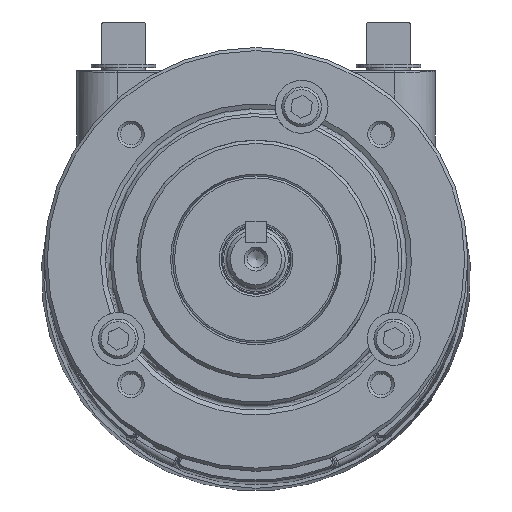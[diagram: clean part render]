
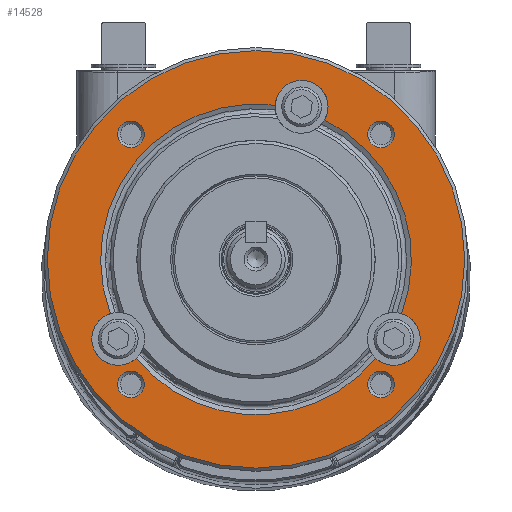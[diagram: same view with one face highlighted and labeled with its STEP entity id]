
A CAD part, top view. The second image highlights one B-rep face of the part: STEP entity #14528.
In plain terms, the highlighted face is planar.
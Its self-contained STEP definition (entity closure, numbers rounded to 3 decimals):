
#269 = VERTEX_POINT ( 'NONE', #9737 ) ;
#1002 = FACE_BOUND ( 'NONE', #29772, .T. ) ;
#1185 = VERTEX_POINT ( 'NONE', #11289 ) ;
#1466 = CIRCLE ( 'NONE', #17802, 3.186 ) ;
#1762 = CARTESIAN_POINT ( 'NONE',  ( -12.725, 0., 0. ) ) ;
#3060 = CIRCLE ( 'NONE', #15431, 6.35 ) ;
#3168 = FACE_BOUND ( 'NONE', #19755, .T. ) ;
#3475 = DIRECTION ( 'NONE',  ( 1., 0., 0. ) ) ;
#3627 = FACE_BOUND ( 'NONE', #10970, .T. ) ;
#4063 = EDGE_CURVE ( 'NONE', #28627, #28627, #1466, .T. ) ;
#4137 = CARTESIAN_POINT ( 'NONE',  ( -12.725, 33.427, 16.436 ) ) ;
#4199 = AXIS2_PLACEMENT_3D ( 'NONE', #7423, #16868, #14235 ) ;
#4495 = CARTESIAN_POINT ( 'NONE',  ( -12.725, 0., 0. ) ) ;
#4845 = ORIENTED_EDGE ( 'NONE', *, *, #4063, .T. ) ;
#5645 = EDGE_CURVE ( 'NONE', #269, #269, #24724, .T. ) ;
#5853 = EDGE_CURVE ( 'NONE', #25483, #9905, #25745, .T. ) ;
#6152 = DIRECTION ( 'NONE',  ( 0., 0., -1. ) ) ;
#6279 = ORIENTED_EDGE ( 'NONE', *, *, #16586, .T. ) ;
#6709 = CARTESIAN_POINT ( 'NONE',  ( -12.725, -29.972, -33.158 ) ) ;
#6809 = CARTESIAN_POINT ( 'NONE',  ( -12.725, -23.722, 28.719 ) ) ;
#6854 = DIRECTION ( 'NONE',  ( 1., 0., 0. ) ) ;
#7038 = VERTEX_POINT ( 'NONE', #6809 ) ;
#7403 = CARTESIAN_POINT ( 'NONE',  ( -12.725, -29.972, 26.786 ) ) ;
#7423 = CARTESIAN_POINT ( 'NONE',  ( -12.725, -19.05, 33.02 ) ) ;
#7505 = EDGE_CURVE ( 'NONE', #9905, #27251, #3060, .T. ) ;
#8124 = CARTESIAN_POINT ( 'NONE',  ( -12.725, -12.988, 34.911 ) ) ;
#8405 = CARTESIAN_POINT ( 'NONE',  ( -12.725, -23.722, -28.719 ) ) ;
#9392 = DIRECTION ( 'NONE',  ( 1., 0., 0. ) ) ;
#9566 = CARTESIAN_POINT ( 'NONE',  ( -12.725, 0., 0. ) ) ;
#9647 = DIRECTION ( 'NONE',  ( 0., 0., -1. ) ) ;
#9737 = CARTESIAN_POINT ( 'NONE',  ( -12.725, 29.972, -33.158 ) ) ;
#9863 = AXIS2_PLACEMENT_3D ( 'NONE', #22986, #27796, #11241 ) ;
#9905 = VERTEX_POINT ( 'NONE', #20533 ) ;
#10002 = EDGE_CURVE ( 'NONE', #1185, #1185, #11135, .T. ) ;
#10156 = CIRCLE ( 'NONE', #4199, 6.35 ) ;
#10368 = CIRCLE ( 'NONE', #9863, 50.038 ) ;
#10831 = DIRECTION ( 'NONE',  ( 1., 0., 0. ) ) ;
#10970 = EDGE_LOOP ( 'NONE', ( #11396 ) ) ;
#11074 = CARTESIAN_POINT ( 'NONE',  ( -12.725, -29.972, 29.972 ) ) ;
#11135 = CIRCLE ( 'NONE', #21476, 3.186 ) ;
#11241 = DIRECTION ( 'NONE',  ( 0., 0., -1. ) ) ;
#11289 = CARTESIAN_POINT ( 'NONE',  ( -12.725, 29.972, 26.786 ) ) ;
#11396 = ORIENTED_EDGE ( 'NONE', *, *, #5645, .T. ) ;
#11404 = AXIS2_PLACEMENT_3D ( 'NONE', #24896, #10831, #6152 ) ;
#11463 = VERTEX_POINT ( 'NONE', #8124 ) ;
#11706 = DIRECTION ( 'NONE',  ( 0., 0., -1. ) ) ;
#11884 = CARTESIAN_POINT ( 'NONE',  ( -12.725, 36.576, 10.922 ) ) ;
#12064 = EDGE_CURVE ( 'NONE', #11463, #7038, #10156, .T. ) ;
#12085 = EDGE_LOOP ( 'NONE', ( #15082 ) ) ;
#12633 = CARTESIAN_POINT ( 'NONE',  ( -12.725, -19.05, -33.02 ) ) ;
#12661 = EDGE_CURVE ( 'NONE', #27251, #11463, #19548, .T. ) ;
#12957 = FACE_BOUND ( 'NONE', #12085, .T. ) ;
#13139 = AXIS2_PLACEMENT_3D ( 'NONE', #1762, #13559, #11706 ) ;
#13411 = CARTESIAN_POINT ( 'NONE',  ( -12.725, -29.972, -29.972 ) ) ;
#13559 = DIRECTION ( 'NONE',  ( 1., 0., 0. ) ) ;
#13761 = DIRECTION ( 'NONE',  ( 0., 0., -1. ) ) ;
#14138 = ORIENTED_EDGE ( 'NONE', *, *, #10002, .T. ) ;
#14235 = DIRECTION ( 'NONE',  ( 0., 0., -1. ) ) ;
#14528 = ADVANCED_FACE ( 'NONE', ( #20056, #12957, #1002, #3627, #24702, #3168 ), #24242, .F. ) ;
#14863 = AXIS2_PLACEMENT_3D ( 'NONE', #9566, #18976, #13761 ) ;
#14950 = DIRECTION ( 'NONE',  ( 1., 0., 0. ) ) ;
#15082 = ORIENTED_EDGE ( 'NONE', *, *, #22193, .T. ) ;
#15382 = DIRECTION ( 'NONE',  ( 1., 0., 0. ) ) ;
#15431 = AXIS2_PLACEMENT_3D ( 'NONE', #11884, #14950, #24401 ) ;
#15554 = AXIS2_PLACEMENT_3D ( 'NONE', #4495, #6854, #9647 ) ;
#16185 = DIRECTION ( 'NONE',  ( 1., 0., 0. ) ) ;
#16586 = EDGE_CURVE ( 'NONE', #27328, #27328, #10368, .T. ) ;
#16868 = DIRECTION ( 'NONE',  ( 1., 0., 0. ) ) ;
#17427 = DIRECTION ( 'NONE',  ( 0., 0., -1. ) ) ;
#17802 = AXIS2_PLACEMENT_3D ( 'NONE', #11074, #15382, #22824 ) ;
#17859 = CARTESIAN_POINT ( 'NONE',  ( -12.725, 0., -50.038 ) ) ;
#17956 = CIRCLE ( 'NONE', #26902, 3.186 ) ;
#18204 = DIRECTION ( 'NONE',  ( 0., 0., -1. ) ) ;
#18567 = AXIS2_PLACEMENT_3D ( 'NONE', #12633, #24219, #21889 ) ;
#18795 = DIRECTION ( 'NONE',  ( 0., 0., -1. ) ) ;
#18976 = DIRECTION ( 'NONE',  ( 1., 0., 0. ) ) ;
#19548 = CIRCLE ( 'NONE', #13139, 37.249 ) ;
#19755 = EDGE_LOOP ( 'NONE', ( #24722, #25527, #21415, #24766, #28025, #21080 ) ) ;
#19914 = CARTESIAN_POINT ( 'NONE',  ( -12.725, -12.988, -34.911 ) ) ;
#20056 = FACE_BOUND ( 'NONE', #26361, .T. ) ;
#20533 = CARTESIAN_POINT ( 'NONE',  ( -12.725, 36.966, 4.584 ) ) ;
#21080 = ORIENTED_EDGE ( 'NONE', *, *, #7505, .T. ) ;
#21135 = EDGE_LOOP ( 'NONE', ( #6279 ) ) ;
#21415 = ORIENTED_EDGE ( 'NONE', *, *, #27883, .T. ) ;
#21476 = AXIS2_PLACEMENT_3D ( 'NONE', #26248, #9392, #18795 ) ;
#21543 = AXIS2_PLACEMENT_3D ( 'NONE', #24861, #3475, #17427 ) ;
#21889 = DIRECTION ( 'NONE',  ( 0., 0., -1. ) ) ;
#22193 = EDGE_CURVE ( 'NONE', #27933, #27933, #17956, .T. ) ;
#22824 = DIRECTION ( 'NONE',  ( 0., 0., -1. ) ) ;
#22986 = CARTESIAN_POINT ( 'NONE',  ( -12.725, 0., 0. ) ) ;
#24219 = DIRECTION ( 'NONE',  ( 1., 0., 0. ) ) ;
#24242 = PLANE ( 'NONE',  #21543 ) ;
#24401 = DIRECTION ( 'NONE',  ( 0., 0., -1. ) ) ;
#24702 = FACE_OUTER_BOUND ( 'NONE', #21135, .T. ) ;
#24722 = ORIENTED_EDGE ( 'NONE', *, *, #12661, .T. ) ;
#24724 = CIRCLE ( 'NONE', #11404, 3.186 ) ;
#24766 = ORIENTED_EDGE ( 'NONE', *, *, #28830, .T. ) ;
#24861 = CARTESIAN_POINT ( 'NONE',  ( -12.725, 50.8, 0. ) ) ;
#24896 = CARTESIAN_POINT ( 'NONE',  ( -12.725, 29.972, -29.972 ) ) ;
#25483 = VERTEX_POINT ( 'NONE', #19914 ) ;
#25527 = ORIENTED_EDGE ( 'NONE', *, *, #12064, .T. ) ;
#25745 = CIRCLE ( 'NONE', #14863, 37.249 ) ;
#26248 = CARTESIAN_POINT ( 'NONE',  ( -12.725, 29.972, 29.972 ) ) ;
#26361 = EDGE_LOOP ( 'NONE', ( #4845 ) ) ;
#26847 = VERTEX_POINT ( 'NONE', #8405 ) ;
#26902 = AXIS2_PLACEMENT_3D ( 'NONE', #13411, #16185, #18204 ) ;
#26981 = CIRCLE ( 'NONE', #15554, 37.249 ) ;
#27022 = CIRCLE ( 'NONE', #18567, 6.35 ) ;
#27251 = VERTEX_POINT ( 'NONE', #4137 ) ;
#27328 = VERTEX_POINT ( 'NONE', #17859 ) ;
#27796 = DIRECTION ( 'NONE',  ( -1., 0., 0. ) ) ;
#27883 = EDGE_CURVE ( 'NONE', #7038, #26847, #26981, .T. ) ;
#27933 = VERTEX_POINT ( 'NONE', #6709 ) ;
#28025 = ORIENTED_EDGE ( 'NONE', *, *, #5853, .T. ) ;
#28627 = VERTEX_POINT ( 'NONE', #7403 ) ;
#28830 = EDGE_CURVE ( 'NONE', #26847, #25483, #27022, .T. ) ;
#29772 = EDGE_LOOP ( 'NONE', ( #14138 ) ) ;
